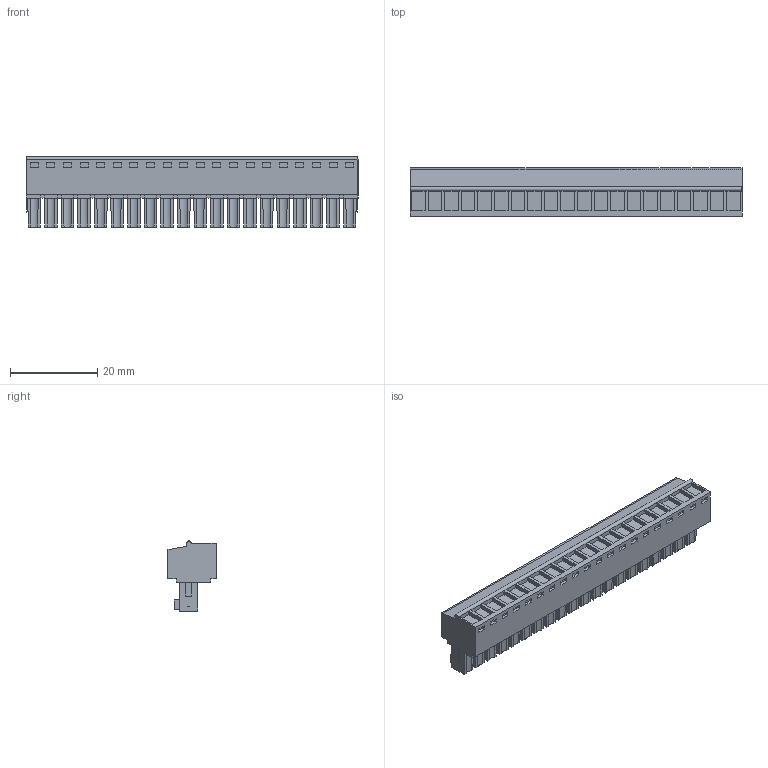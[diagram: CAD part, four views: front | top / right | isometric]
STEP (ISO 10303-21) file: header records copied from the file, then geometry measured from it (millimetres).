
FILE_DESCRIPTION(('CATIA V5 STEP','CAx-IF Rec.Pracs.--- Model Styling and Organization---1.2---2011-12-15'),'2;1');
FILE_NAME ('D1459727_0_1941000000_1941000000.stp','2017-04-14T12:59:29+00:00',('none'),('Weidmueller'),'CATIA Version 5-6 Release 2014','CATIA V5 STEP AP214','none');
FILE_SCHEMA(('AUTOMOTIVE_DESIGN { 1 0 10303 214 1 1 1 1 }'));
Length unit declared in the file: millimetre
Products named in the file (1): 1941000000
Bounding box: 76.2 x 11.1 x 16.1 mm (x, y, z)
Volume: 7799 mm3; surface area: 6995.2 mm2
Topology: 21 solids, 21 shells, 978 faces, 2449 edges, 1613 vertices
Faces by surface type: plane 817, cylinder 161
Entity records: 26514 total; most frequent: CARTESIAN_POINT 4996, ORIENTED_EDGE 4898, DIRECTION 3440, EDGE_CURVE 2449, VECTOR 2007, LINE 2007, VERTEX_POINT 1613, EDGE_LOOP 1078
